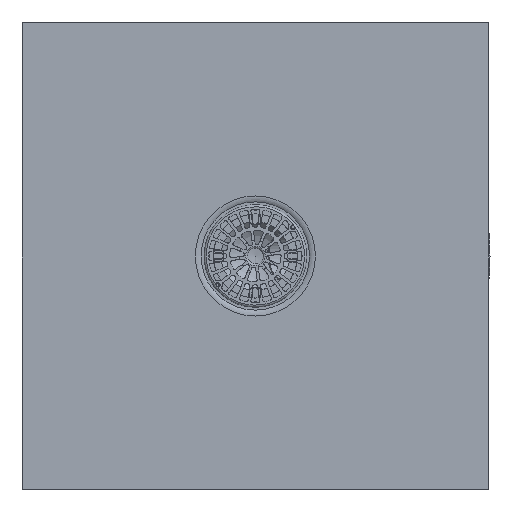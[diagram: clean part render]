
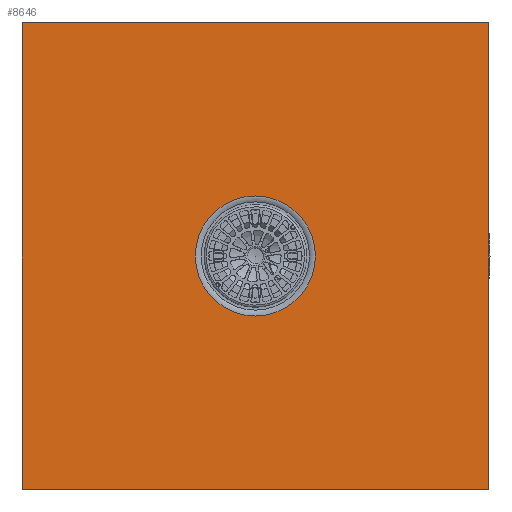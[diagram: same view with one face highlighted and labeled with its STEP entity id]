
A CAD part, top view. The second image highlights one B-rep face of the part: STEP entity #8646.
In plain terms, the highlighted planar face has unit normal (0, 0, 1).
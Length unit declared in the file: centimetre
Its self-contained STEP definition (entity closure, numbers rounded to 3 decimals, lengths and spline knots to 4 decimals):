
#340=FACE_BOUND('',#2489,.T.);
#429=PLANE('',#9295);
#847=LINE('',#13899,#1380);
#851=LINE('',#13906,#1384);
#854=LINE('',#13912,#1387);
#855=LINE('',#13914,#1388);
#1380=VECTOR('',#10658,1.);
#1384=VECTOR('',#10664,1.);
#1387=VECTOR('',#10669,1.);
#1388=VECTOR('',#10672,1.);
#2000=FACE_OUTER_BOUND('',#2488,.T.);
#2488=EDGE_LOOP('',(#6301,#6302,#6303,#6304));
#2489=EDGE_LOOP('',(#6305));
#3086=CIRCLE('',#9265,64.3137);
#3656=VERTEX_POINT('',#13850);
#3671=VERTEX_POINT('',#13896);
#3672=VERTEX_POINT('',#13898);
#3674=VERTEX_POINT('',#13904);
#3676=VERTEX_POINT('',#13910);
#4645=EDGE_CURVE('',#3656,#3656,#3086,.T.);
#4668=EDGE_CURVE('',#3671,#3672,#847,.T.);
#4672=EDGE_CURVE('',#3674,#3671,#851,.T.);
#4675=EDGE_CURVE('',#3676,#3674,#854,.T.);
#4676=EDGE_CURVE('',#3672,#3676,#855,.T.);
#6301=ORIENTED_EDGE('',*,*,#4668,.F.);
#6302=ORIENTED_EDGE('',*,*,#4672,.F.);
#6303=ORIENTED_EDGE('',*,*,#4675,.F.);
#6304=ORIENTED_EDGE('',*,*,#4676,.F.);
#6305=ORIENTED_EDGE('',*,*,#4645,.T.);
#8646=ADVANCED_FACE('',(#2000,#340),#429,.F.);
#9265=AXIS2_PLACEMENT_3D('',#13851,#10598,#10599);
#9295=AXIS2_PLACEMENT_3D('',#13913,#10670,#10671);
#10598=DIRECTION('center_axis',(0.,0.,-1.));
#10599=DIRECTION('ref_axis',(1.,0.,0.));
#10658=DIRECTION('',(0.,-1.,0.));
#10664=DIRECTION('',(1.,0.,0.));
#10669=DIRECTION('',(0.,1.,0.));
#10670=DIRECTION('center_axis',(0.,0.,-1.));
#10671=DIRECTION('ref_axis',(-1.,0.,0.));
#10672=DIRECTION('',(-1.,0.,0.));
#13850=CARTESIAN_POINT('',(1371.0421,215.6928,70.3595));
#13851=CARTESIAN_POINT('Origin',(1371.0421,280.0065,70.3595));
#13896=CARTESIAN_POINT('',(1621.0421,530.0065,70.3595));
#13898=CARTESIAN_POINT('',(1621.0421,30.0065,70.3595));
#13899=CARTESIAN_POINT('',(1621.0421,280.0065,70.3595));
#13904=CARTESIAN_POINT('',(1121.0421,530.0065,70.3595));
#13906=CARTESIAN_POINT('',(1371.0421,530.0065,70.3595));
#13910=CARTESIAN_POINT('',(1121.0421,30.0065,70.3595));
#13912=CARTESIAN_POINT('',(1121.0421,280.0065,70.3595));
#13913=CARTESIAN_POINT('Origin',(1371.0421,280.0065,70.3595));
#13914=CARTESIAN_POINT('',(1371.0421,30.0065,70.3595));
